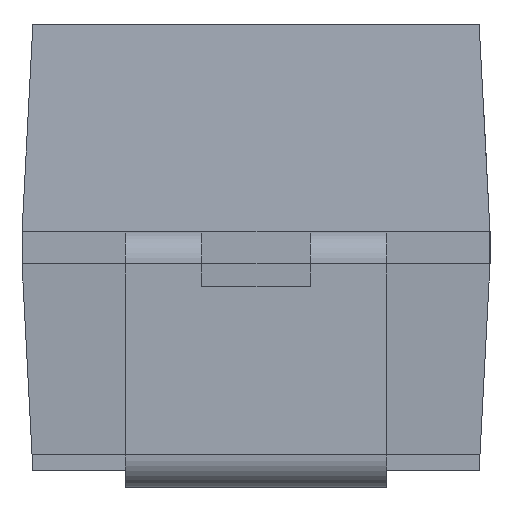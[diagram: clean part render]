
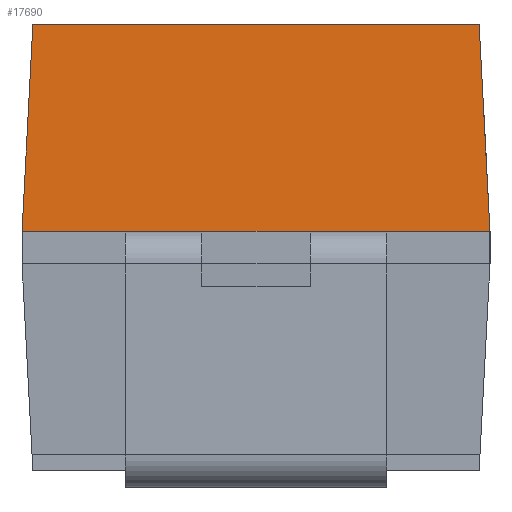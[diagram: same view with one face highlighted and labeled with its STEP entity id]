
A CAD part, left-side view. The second image highlights one B-rep face of the part: STEP entity #17690.
In plain terms, the highlighted planar face has unit normal (-0.999, 0, 0.053).
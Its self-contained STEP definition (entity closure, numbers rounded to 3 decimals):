
#8 = ORIENTED_EDGE ( 'NONE', *, *, #4791, .F. ) ;
#61 = EDGE_CURVE ( 'NONE', #15156, #7300, #3071, .T. ) ;
#137 = ORIENTED_EDGE ( 'NONE', *, *, #61, .F. ) ;
#163 = VECTOR ( 'NONE', #15889, 1000. ) ;
#232 = EDGE_CURVE ( 'NONE', #7325, #9380, #6484, .T. ) ;
#305 = CARTESIAN_POINT ( 'NONE',  ( -3.25, -2.15, 2.05 ) ) ;
#400 = DIRECTION ( 'NONE',  ( 0., -1., 0. ) ) ;
#952 = EDGE_CURVE ( 'NONE', #6865, #16802, #7352, .T. ) ;
#1109 = LINE ( 'NONE', #14142, #18561 ) ;
#1668 = ORIENTED_EDGE ( 'NONE', *, *, #18868, .F. ) ;
#2702 = LINE ( 'NONE', #15731, #13931 ) ;
#3071 = LINE ( 'NONE', #15689, #163 ) ;
#3198 = DIRECTION ( 'NONE',  ( 0., 1., 0. ) ) ;
#3637 = VECTOR ( 'NONE', #3198, 1000. ) ;
#3826 = CARTESIAN_POINT ( 'NONE',  ( -3.35, 2.15, 0.15 ) ) ;
#3992 = EDGE_CURVE ( 'NONE', #20080, #7300, #1109, .T. ) ;
#4534 = VECTOR ( 'NONE', #400, 1000. ) ;
#4791 = EDGE_CURVE ( 'NONE', #9380, #6865, #11658, .T. ) ;
#4958 = CARTESIAN_POINT ( 'NONE',  ( -3.35, -1.2, 0.15 ) ) ;
#5114 = PLANE ( 'NONE',  #16729 ) ;
#6484 = LINE ( 'NONE', #3826, #6514 ) ;
#6514 = VECTOR ( 'NONE', #10280, 1000. ) ;
#6865 = VERTEX_POINT ( 'NONE', #7920 ) ;
#7300 = VERTEX_POINT ( 'NONE', #8104 ) ;
#7325 = VERTEX_POINT ( 'NONE', #10122 ) ;
#7352 = LINE ( 'NONE', #17226, #12401 ) ;
#7920 = CARTESIAN_POINT ( 'NONE',  ( -3.35, -0.5, 0.15 ) ) ;
#7935 = DIRECTION ( 'NONE',  ( -0.052, -0.052, -0.997 ) ) ;
#8104 = CARTESIAN_POINT ( 'NONE',  ( -3.35, 2.15, 0.15 ) ) ;
#8162 = DIRECTION ( 'NONE',  ( 0., 1., 0. ) ) ;
#8504 = CARTESIAN_POINT ( 'NONE',  ( -3.25, 0., 2.05 ) ) ;
#8913 = CARTESIAN_POINT ( 'NONE',  ( -3.35, 1.2, 0.15 ) ) ;
#9057 = EDGE_CURVE ( 'NONE', #20080, #13071, #14698, .T. ) ;
#9177 = DIRECTION ( 'NONE',  ( -0.052, 0.052, -0.997 ) ) ;
#9380 = VERTEX_POINT ( 'NONE', #4958 ) ;
#9842 = LINE ( 'NONE', #20739, #3637 ) ;
#10122 = CARTESIAN_POINT ( 'NONE',  ( -3.35, -2.15, 0.15 ) ) ;
#10280 = DIRECTION ( 'NONE',  ( 0., 1., 0. ) ) ;
#10783 = ORIENTED_EDGE ( 'NONE', *, *, #9057, .F. ) ;
#11658 = LINE ( 'NONE', #12154, #12273 ) ;
#12154 = CARTESIAN_POINT ( 'NONE',  ( -3.35, -1.2, 0.15 ) ) ;
#12273 = VECTOR ( 'NONE', #8162, 1000. ) ;
#12291 = EDGE_CURVE ( 'NONE', #13071, #7325, #2702, .T. ) ;
#12401 = VECTOR ( 'NONE', #15543, 1000. ) ;
#12722 = ORIENTED_EDGE ( 'NONE', *, *, #952, .F. ) ;
#12993 = ORIENTED_EDGE ( 'NONE', *, *, #232, .F. ) ;
#13059 = FACE_OUTER_BOUND ( 'NONE', #20052, .T. ) ;
#13071 = VERTEX_POINT ( 'NONE', #16056 ) ;
#13470 = DIRECTION ( 'NONE',  ( -0.999, 0., 0.053 ) ) ;
#13931 = VECTOR ( 'NONE', #7935, 1000. ) ;
#14142 = CARTESIAN_POINT ( 'NONE',  ( -3.241, 2.041, 2.22 ) ) ;
#14442 = ORIENTED_EDGE ( 'NONE', *, *, #12291, .F. ) ;
#14698 = LINE ( 'NONE', #305, #4534 ) ;
#14829 = CARTESIAN_POINT ( 'NONE',  ( -3.35, 0.5, 0.15 ) ) ;
#15134 = ORIENTED_EDGE ( 'NONE', *, *, #3992, .T. ) ;
#15156 = VERTEX_POINT ( 'NONE', #8913 ) ;
#15543 = DIRECTION ( 'NONE',  ( 0., 1., 0. ) ) ;
#15689 = CARTESIAN_POINT ( 'NONE',  ( -3.35, 2.15, 0.15 ) ) ;
#15731 = CARTESIAN_POINT ( 'NONE',  ( -3.244, -2.044, 2.157 ) ) ;
#15889 = DIRECTION ( 'NONE',  ( 0., 1., 0. ) ) ;
#16056 = CARTESIAN_POINT ( 'NONE',  ( -3.25, -2.05, 2.05 ) ) ;
#16729 = AXIS2_PLACEMENT_3D ( 'NONE', #8504, #13470, #19442 ) ;
#16802 = VERTEX_POINT ( 'NONE', #14829 ) ;
#17226 = CARTESIAN_POINT ( 'NONE',  ( -3.35, -1.2, 0.15 ) ) ;
#17690 = ADVANCED_FACE ( 'NONE', ( #13059 ), #5114, .T. ) ;
#17705 = CARTESIAN_POINT ( 'NONE',  ( -3.25, 2.05, 2.05 ) ) ;
#18561 = VECTOR ( 'NONE', #9177, 1000. ) ;
#18868 = EDGE_CURVE ( 'NONE', #16802, #15156, #9842, .T. ) ;
#19442 = DIRECTION ( 'NONE',  ( 0., 1., 0. ) ) ;
#20052 = EDGE_LOOP ( 'NONE', ( #15134, #137, #1668, #12722, #8, #12993, #14442, #10783 ) ) ;
#20080 = VERTEX_POINT ( 'NONE', #17705 ) ;
#20739 = CARTESIAN_POINT ( 'NONE',  ( -3.35, -1.2, 0.15 ) ) ;
